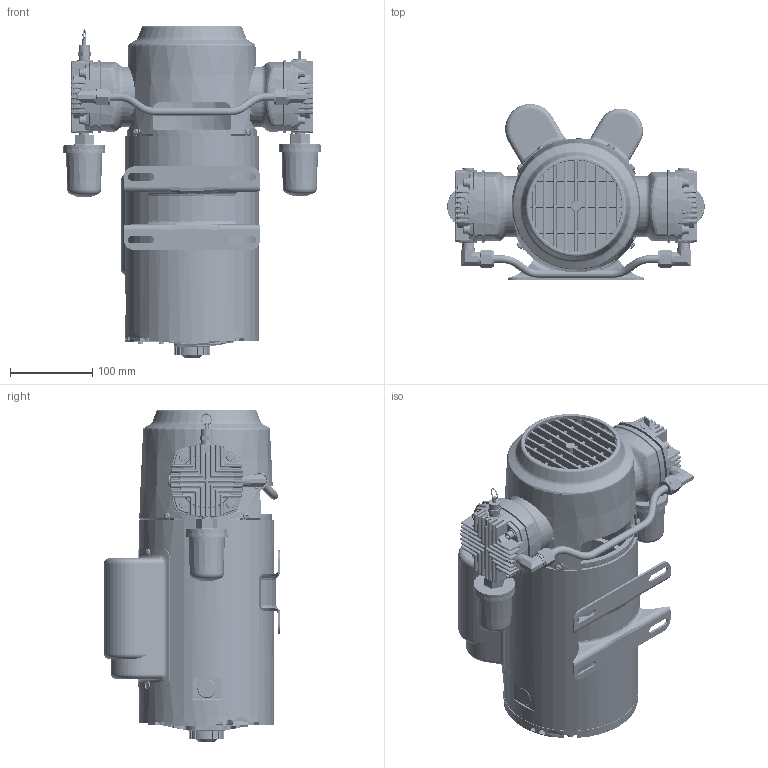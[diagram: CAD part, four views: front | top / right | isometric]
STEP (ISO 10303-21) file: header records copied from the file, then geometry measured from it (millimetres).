
FILE_DESCRIPTION (( 'STEP AP214' ), '1' );
FILE_NAME ('5HCE-10-M551X.STEP', '2025-04-17T16:07:55', ( '' ), ( '' ), 'SwSTEP 2.0', 'SolidWorks 2023', '' );
FILE_SCHEMA (( 'AUTOMOTIVE_DESIGN' ));
Length unit declared in the file: inch
Products named in the file (41): BB417_95345A544; AF543; AF515A; M551X; AF539; AF521; B300F; AF509; AF550A; BA503; AE451A; AF507; AF511; AF544; AF537A; 5HCE-10-M551X; AG451A-1; AF538; AT148; AT316A; AF505; AK488; BB619; AF545; AS100H; AF520A; AC416; AF549
Assembly tree (42 placements, depth 3):
  AF515A
  AF539
  AF511
  5HCE-10-M551X
    M551X
      M551X
      AT316A
      AK488
    AF509
    AF509
    AF549
    AF550A
    AG451A-1
      AF507
      AF520A
      AF543
      AF544
      AF545
      AF521
      BB619  x4
    AG451A-1
      AF507
      AF520A
      AF543
      AF544
      AF545
      AF521
      BB619  x4
    B300F
    B300F
    BA503  x2
    AF537A  x2
    AE451A
    AS100H
    BB417_95345A544
    BB417_95345A544
    BB417_95345A544
    BB417_95345A544
  AF538
Bounding box: 312.11 x 213.36 x 402.46 mm (x, y, z)
Volume: 2772488.7 mm3; surface area: 784846.1 mm2
Topology: 48 solids, 48 shells, 5374 faces, 13270 edges, 7932 vertices
Faces by surface type: bspline 1672, plane 1494, cylinder 1447, cone 358, torus 281, sphere 122
Full cylindrical faces by diameter (mm): 3.134 x48, 3.454 x8, 4.039 x4, 4.699 x1, 4.826 x16, 5.7 x8, 6.35 x8, 6.604 x24, 7.112 x16, 7.332 x2, 7.747 x5, 7.874 x4, 8.179 x4, 8.357 x1, 9.092 x4, 9.525 x13, 9.652 x5, 9.779 x4, 10.541 x1, 11.506 x8, 12.7 x8, 13.462 x2, 15.367 x2, 15.469 x1, 15.494 x2, 15.748 x2, 16.256 x2, 17.45 x2, 17.463 x2, 17.78 x1
Entity records: 217657 total; most frequent: CARTESIAN_POINT 103280, ORIENTED_EDGE 24318, DIRECTION 18881, EDGE_CURVE 12159, VERTEX_POINT 7458, AXIS2_PLACEMENT_3D 7371, EDGE_LOOP 5689, FACE_OUTER_BOUND 5309
